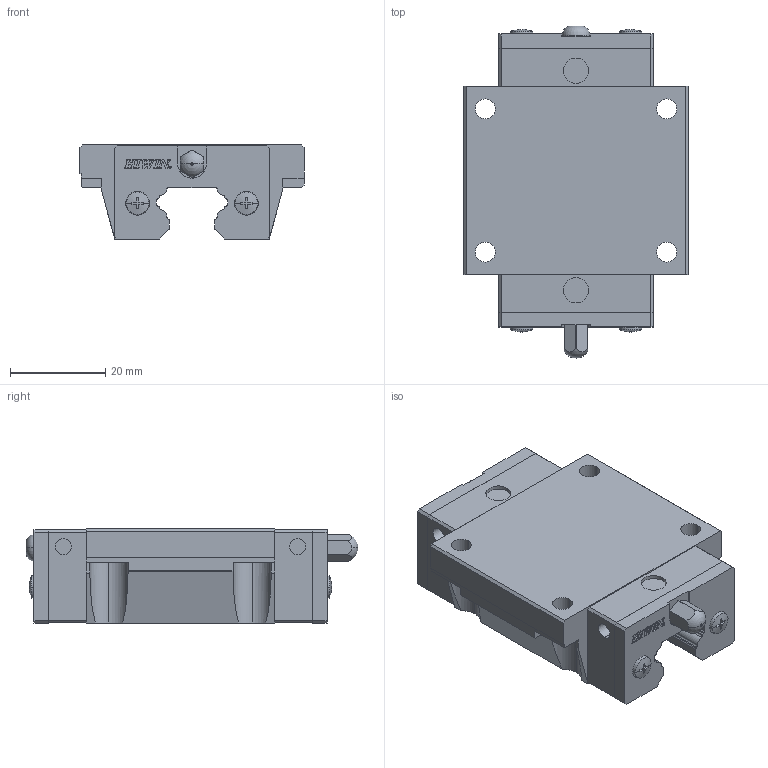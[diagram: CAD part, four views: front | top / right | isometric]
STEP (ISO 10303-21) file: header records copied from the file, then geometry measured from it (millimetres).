
FILE_DESCRIPTION(('no description'),'unknown implementation level');
FILE_NAME('HGW15CC_ZA_H_SS_FILE_2.stp',' ',('HIWIN GmbH'),('CADClick - KiM GmbH - www.kimweb.de'),'unknown preprocess','ACIS','unknown authorization');
FILE_SCHEMA(('automotive_design'));
Length unit declared in the file: millimetre
Products named in the file (1): HGW15CC ZA H SS_FILE
Bounding box: 47 x 69.56 x 19.7 mm (x, y, z)
Volume: 35988.8 mm3; surface area: 11344.5 mm2
Topology: 1 solids, 5 shells, 616 faces, 1695 edges, 1123 vertices
Faces by surface type: plane 416, cylinder 176, cone 20, sphere 2, torus 2
Entity records: 38540 total; most frequent: CARTESIAN_POINT 3595, STYLED_ITEM 3435, PRESENTATION_STYLE_ASSIGNMENT 3435, COLOUR_RGB 3435, ORIENTED_EDGE 3390, DIRECTION 3236, EDGE_CURVE 1695, CURVE_STYLE 1695
